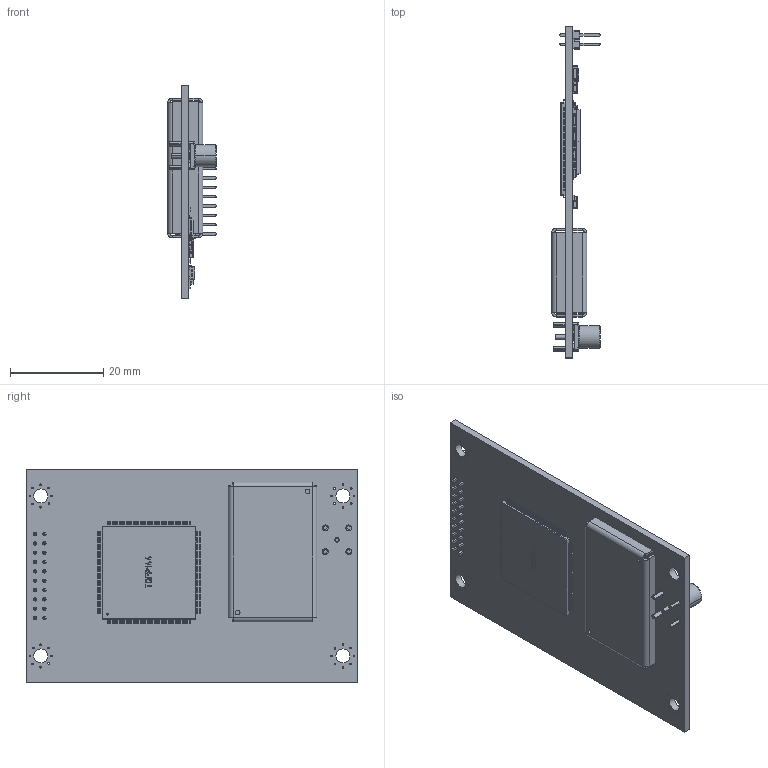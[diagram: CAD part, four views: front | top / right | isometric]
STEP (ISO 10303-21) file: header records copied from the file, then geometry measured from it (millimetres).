
FILE_DESCRIPTION (( '' ), '' );
FILE_NAME ('', '', ( '' ), ( '' ), '', '', '' );
FILE_SCHEMA (('CONFIG_CONTROL_DESIGN'));
Products named in the file (12): pcb; r113426000; shield; SW3dPS-TQFP100-1; User Library-TQFP144; User Library-EMSOP-8 Natl Semi MUY08A; User Library-SOT23-5-2; CAP0603; CAP1206; User Library-RES_1609-0603; User Library-2-pinasm_asm; piNAV-NG
Bounding box: 10.45 x 71.1 x 45.7 mm (x, y, z)
Volume: 6443.1 mm3; surface area: 13561.3 mm2
Topology: 305 solids, 305 shells, 8265 faces, 21039 edges, 13488 vertices
Faces by surface type: plane 6155, cylinder 1177, bspline 539, sphere 226, torus 132, cone 36
Full cylindrical faces by diameter (mm): 0.365 x32, 0.4 x1, 0.5 x2, 0.704 x20, 0.8 x1, 0.9 x1, 1 x4, 1.275 x4, 3 x4
Entity records: 183050 total; most frequent: CARTESIAN_POINT 39385, ORIENTED_EDGE 29540, DIRECTION 27375, EDGE_CURVE 14770, LINE 12755, VECTOR 12755, VERTEX_POINT 9748, AXIS2_PLACEMENT_3D 7310
